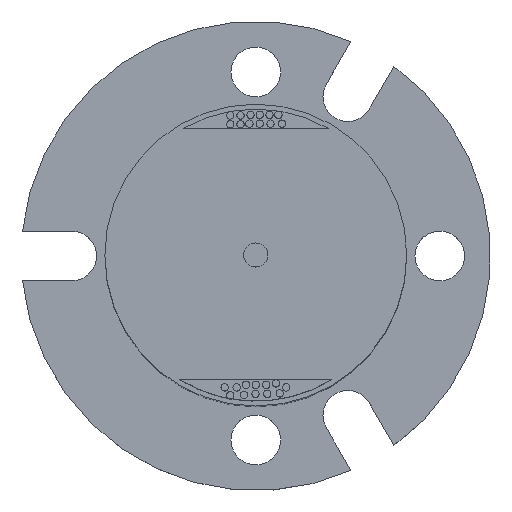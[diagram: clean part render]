
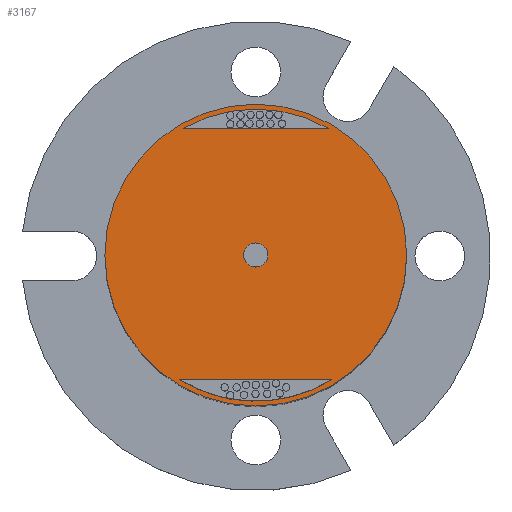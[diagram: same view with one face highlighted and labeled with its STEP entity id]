
A CAD part, top view. The second image highlights one B-rep face of the part: STEP entity #3167.
In plain terms, the highlighted planar face has unit normal (0, 0, 1).
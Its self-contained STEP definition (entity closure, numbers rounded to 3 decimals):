
#12 = DIRECTION ( 'NONE',  ( 1., 0., 0. ) ) ;
#63 = CARTESIAN_POINT ( 'NONE',  ( -8.252, -13.552, 62.6 ) ) ;
#69 = EDGE_LOOP ( 'NONE', ( #6016, #3186 ) ) ;
#124 = CIRCLE ( 'NONE', #5671, 1.3 ) ;
#184 = LINE ( 'NONE', #504, #3711 ) ;
#438 = CIRCLE ( 'NONE', #1856, 0.4 ) ;
#450 = EDGE_CURVE ( 'NONE', #978, #5530, #3787, .T. ) ;
#504 = CARTESIAN_POINT ( 'NONE',  ( -8.252, -13.552, 62.6 ) ) ;
#534 = DIRECTION ( 'NONE',  ( 0., 0., 1. ) ) ;
#573 = DIRECTION ( 'NONE',  ( 0., 0., 1. ) ) ;
#597 = FACE_BOUND ( 'NONE', #4661, .T. ) ;
#638 = EDGE_CURVE ( 'NONE', #1570, #3866, #3182, .T. ) ;
#648 = AXIS2_PLACEMENT_3D ( 'NONE', #5729, #2886, #12 ) ;
#655 = CIRCLE ( 'NONE', #5899, 15.867 ) ;
#727 = ORIENTED_EDGE ( 'NONE', *, *, #5473, .F. ) ;
#805 = DIRECTION ( 'NONE',  ( 0., 0., 1. ) ) ;
#818 = AXIS2_PLACEMENT_3D ( 'NONE', #3401, #534, #3875 ) ;
#902 = CIRCLE ( 'NONE', #2414, 16.4 ) ;
#914 = ORIENTED_EDGE ( 'NONE', *, *, #2766, .F. ) ;
#978 = VERTEX_POINT ( 'NONE', #4232 ) ;
#1053 = DIRECTION ( 'NONE',  ( 0., 0., 1. ) ) ;
#1226 = CARTESIAN_POINT ( 'NONE',  ( -2.991, -15.582, 62.6 ) ) ;
#1265 = CARTESIAN_POINT ( 'NONE',  ( -7.882, 13.771, 62.6 ) ) ;
#1274 = AXIS2_PLACEMENT_3D ( 'NONE', #5604, #2764, #6086 ) ;
#1322 = CARTESIAN_POINT ( 'NONE',  ( 2.149, -13.552, 62.6 ) ) ;
#1349 = CARTESIAN_POINT ( 'NONE',  ( -7.882, 13.771, 62.6 ) ) ;
#1406 = CARTESIAN_POINT ( 'NONE',  ( 16.4, 0., 62.6 ) ) ;
#1499 = CARTESIAN_POINT ( 'NONE',  ( 0., 0., 62.6 ) ) ;
#1570 = VERTEX_POINT ( 'NONE', #2710 ) ;
#1581 = FACE_OUTER_BOUND ( 'NONE', #69, .T. ) ;
#1601 = DIRECTION ( 'NONE',  ( 0., 0., 1. ) ) ;
#1711 = VERTEX_POINT ( 'NONE', #1406 ) ;
#1723 = PLANE ( 'NONE',  #4571 ) ;
#1749 = DIRECTION ( 'NONE',  ( 1., 0., 0. ) ) ;
#1789 = CARTESIAN_POINT ( 'NONE',  ( -1.3, 0., 62.6 ) ) ;
#1856 = AXIS2_PLACEMENT_3D ( 'NONE', #2371, #5696, #2862 ) ;
#1969 = EDGE_CURVE ( 'NONE', #5530, #4937, #4878, .T. ) ;
#1980 = DIRECTION ( 'NONE',  ( 1., 0., 0. ) ) ;
#2033 = VECTOR ( 'NONE', #1749, 1000. ) ;
#2086 = EDGE_LOOP ( 'NONE', ( #914, #4374 ) ) ;
#2328 = VERTEX_POINT ( 'NONE', #2800 ) ;
#2371 = CARTESIAN_POINT ( 'NONE',  ( -2.778, -15.243, 62.6 ) ) ;
#2414 = AXIS2_PLACEMENT_3D ( 'NONE', #3912, #1053, #4400 ) ;
#2514 = EDGE_CURVE ( 'NONE', #3866, #1570, #5821, .T. ) ;
#2574 = CARTESIAN_POINT ( 'NONE',  ( -2.699, -15.635, 62.6 ) ) ;
#2710 = CARTESIAN_POINT ( 'NONE',  ( 7.882, 13.771, 62.6 ) ) ;
#2764 = DIRECTION ( 'NONE',  ( 0., 0., 1. ) ) ;
#2766 = EDGE_CURVE ( 'NONE', #4906, #4160, #4788, .T. ) ;
#2800 = CARTESIAN_POINT ( 'NONE',  ( -16.4, 0., 62.6 ) ) ;
#2826 = VECTOR ( 'NONE', #2933, 1000. ) ;
#2830 = CIRCLE ( 'NONE', #5110, 15.867 ) ;
#2856 = FACE_BOUND ( 'NONE', #2086, .T. ) ;
#2862 = DIRECTION ( 'NONE',  ( 1., 0., 0. ) ) ;
#2886 = DIRECTION ( 'NONE',  ( 0., 0., 1. ) ) ;
#2911 = CARTESIAN_POINT ( 'NONE',  ( 2.249, -13.552, 62.6 ) ) ;
#2933 = DIRECTION ( 'NONE',  ( -1., 0., 0. ) ) ;
#3167 = ADVANCED_FACE ( 'NONE', ( #597, #3954, #1581, #2856 ), #1723, .T. ) ;
#3182 = CIRCLE ( 'NONE', #3381, 15.867 ) ;
#3186 = ORIENTED_EDGE ( 'NONE', *, *, #3469, .T. ) ;
#3381 = AXIS2_PLACEMENT_3D ( 'NONE', #5399, #1601, #5876 ) ;
#3401 = CARTESIAN_POINT ( 'NONE',  ( 0., 0., 62.6 ) ) ;
#3443 = CARTESIAN_POINT ( 'NONE',  ( 0., 0., 62.6 ) ) ;
#3469 = EDGE_CURVE ( 'NONE', #1711, #2328, #4848, .T. ) ;
#3522 = EDGE_CURVE ( 'NONE', #2328, #1711, #902, .T. ) ;
#3664 = CARTESIAN_POINT ( 'NONE',  ( 0., 0., 62.6 ) ) ;
#3711 = VECTOR ( 'NONE', #3837, 1000. ) ;
#3787 = LINE ( 'NONE', #63, #2826 ) ;
#3837 = DIRECTION ( 'NONE',  ( -1., 0., 0. ) ) ;
#3866 = VERTEX_POINT ( 'NONE', #1349 ) ;
#3875 = DIRECTION ( 'NONE',  ( 1., 0., 0. ) ) ;
#3910 = DIRECTION ( 'NONE',  ( 1., 0., 0. ) ) ;
#3912 = CARTESIAN_POINT ( 'NONE',  ( 0., 0., 62.6 ) ) ;
#3954 = FACE_BOUND ( 'NONE', #5941, .T. ) ;
#4067 = ORIENTED_EDGE ( 'NONE', *, *, #2514, .F. ) ;
#4097 = CARTESIAN_POINT ( 'NONE',  ( 0., 0., 62.6 ) ) ;
#4151 = DIRECTION ( 'NONE',  ( 1., 0., 0. ) ) ;
#4160 = VERTEX_POINT ( 'NONE', #5533 ) ;
#4232 = CARTESIAN_POINT ( 'NONE',  ( 8.252, -13.552, 62.6 ) ) ;
#4296 = VERTEX_POINT ( 'NONE', #2574 ) ;
#4340 = CARTESIAN_POINT ( 'NONE',  ( -8.252, -13.552, 62.6 ) ) ;
#4374 = ORIENTED_EDGE ( 'NONE', *, *, #4750, .F. ) ;
#4381 = VERTEX_POINT ( 'NONE', #1226 ) ;
#4400 = DIRECTION ( 'NONE',  ( 1., 0., 0. ) ) ;
#4407 = EDGE_CURVE ( 'NONE', #4296, #978, #655, .T. ) ;
#4464 = ORIENTED_EDGE ( 'NONE', *, *, #450, .F. ) ;
#4549 = DIRECTION ( 'NONE',  ( 0., 0., 1. ) ) ;
#4571 = AXIS2_PLACEMENT_3D ( 'NONE', #4097, #4549, #5046 ) ;
#4655 = EDGE_CURVE ( 'NONE', #4381, #4296, #438, .T. ) ;
#4661 = EDGE_LOOP ( 'NONE', ( #5438, #5755, #5007, #727, #5263, #4464 ) ) ;
#4750 = EDGE_CURVE ( 'NONE', #4160, #4906, #124, .T. ) ;
#4788 = CIRCLE ( 'NONE', #648, 1.3 ) ;
#4821 = DIRECTION ( 'NONE',  ( 0., 0., 1. ) ) ;
#4848 = CIRCLE ( 'NONE', #818, 16.4 ) ;
#4878 = CIRCLE ( 'NONE', #1274, 0.4 ) ;
#4906 = VERTEX_POINT ( 'NONE', #1789 ) ;
#4937 = VERTEX_POINT ( 'NONE', #1322 ) ;
#5007 = ORIENTED_EDGE ( 'NONE', *, *, #5161, .F. ) ;
#5046 = DIRECTION ( 'NONE',  ( 1., 0., 0. ) ) ;
#5091 = VERTEX_POINT ( 'NONE', #4340 ) ;
#5110 = AXIS2_PLACEMENT_3D ( 'NONE', #3443, #573, #3910 ) ;
#5161 = EDGE_CURVE ( 'NONE', #5091, #4381, #2830, .T. ) ;
#5263 = ORIENTED_EDGE ( 'NONE', *, *, #1969, .F. ) ;
#5354 = ORIENTED_EDGE ( 'NONE', *, *, #638, .F. ) ;
#5399 = CARTESIAN_POINT ( 'NONE',  ( 0., 0., 62.6 ) ) ;
#5438 = ORIENTED_EDGE ( 'NONE', *, *, #4407, .F. ) ;
#5473 = EDGE_CURVE ( 'NONE', #4937, #5091, #184, .T. ) ;
#5530 = VERTEX_POINT ( 'NONE', #2911 ) ;
#5533 = CARTESIAN_POINT ( 'NONE',  ( 1.3, 0., 62.6 ) ) ;
#5604 = CARTESIAN_POINT ( 'NONE',  ( 2.199, -13.948, 62.6 ) ) ;
#5671 = AXIS2_PLACEMENT_3D ( 'NONE', #1499, #4821, #1980 ) ;
#5696 = DIRECTION ( 'NONE',  ( 0., 0., 1. ) ) ;
#5729 = CARTESIAN_POINT ( 'NONE',  ( 0., 0., 62.6 ) ) ;
#5755 = ORIENTED_EDGE ( 'NONE', *, *, #4655, .F. ) ;
#5821 = LINE ( 'NONE', #1265, #2033 ) ;
#5876 = DIRECTION ( 'NONE',  ( 1., 0., 0. ) ) ;
#5899 = AXIS2_PLACEMENT_3D ( 'NONE', #3664, #805, #4151 ) ;
#5941 = EDGE_LOOP ( 'NONE', ( #5354, #4067 ) ) ;
#6016 = ORIENTED_EDGE ( 'NONE', *, *, #3522, .T. ) ;
#6086 = DIRECTION ( 'NONE',  ( 1., 0., 0. ) ) ;
